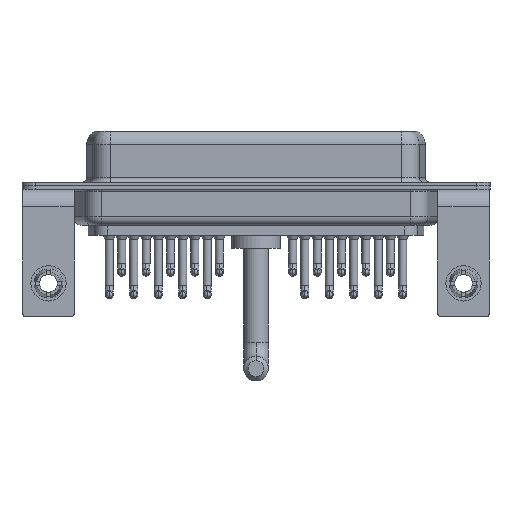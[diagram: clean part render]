
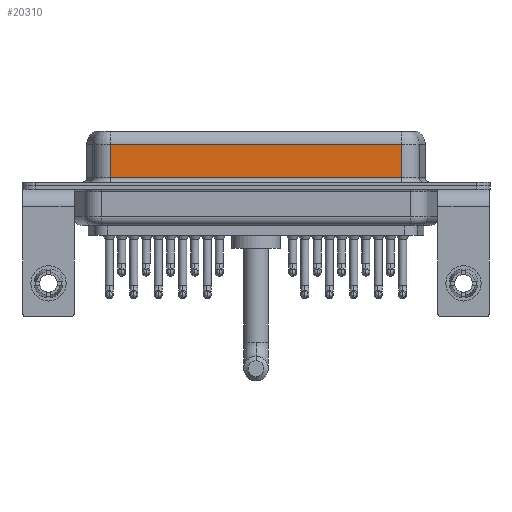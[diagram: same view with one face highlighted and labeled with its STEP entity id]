
A CAD part, front view. The second image highlights one B-rep face of the part: STEP entity #20310.
In plain terms, the highlighted planar face has unit normal (0, -1, 0).
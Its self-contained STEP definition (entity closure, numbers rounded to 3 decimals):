
#1443 = FACE_OUTER_BOUND ( 'NONE', #4242, .T. ) ;
#1450 = LINE ( 'NONE', #18794, #13752 ) ;
#1658 = DIRECTION ( 'NONE',  ( -1., 0., 0. ) ) ;
#2005 = CARTESIAN_POINT ( 'NONE',  ( 40.037, -3.95, 4.65 ) ) ;
#2869 = DIRECTION ( 'NONE',  ( 0., 1., 0. ) ) ;
#4026 = CARTESIAN_POINT ( 'NONE',  ( 7.013, -3.95, 0.9 ) ) ;
#4242 = EDGE_LOOP ( 'NONE', ( #10163, #10399, #5280, #10356 ) ) ;
#4912 = VERTEX_POINT ( 'NONE', #23430 ) ;
#5276 = LINE ( 'NONE', #13120, #12957 ) ;
#5280 = ORIENTED_EDGE ( 'NONE', *, *, #20548, .T. ) ;
#7265 = EDGE_CURVE ( 'NONE', #21404, #4912, #1450, .T. ) ;
#7488 = EDGE_CURVE ( 'NONE', #14178, #4912, #5276, .T. ) ;
#7613 = CARTESIAN_POINT ( 'NONE',  ( 7.013, -3.95, 4.65 ) ) ;
#10159 = CARTESIAN_POINT ( 'NONE',  ( 7.013, -3.95, 6.4 ) ) ;
#10163 = ORIENTED_EDGE ( 'NONE', *, *, #7488, .F. ) ;
#10356 = ORIENTED_EDGE ( 'NONE', *, *, #7265, .T. ) ;
#10399 = ORIENTED_EDGE ( 'NONE', *, *, #19547, .T. ) ;
#10595 = DIRECTION ( 'NONE',  ( 0., 0., 1. ) ) ;
#11265 = VERTEX_POINT ( 'NONE', #7613 ) ;
#12506 = PLANE ( 'NONE',  #13983 ) ;
#12957 = VECTOR ( 'NONE', #12998, 1000. ) ;
#12971 = CARTESIAN_POINT ( 'NONE',  ( 40.037, -3.95, 6.4 ) ) ;
#12998 = DIRECTION ( 'NONE',  ( 0., 0., -1. ) ) ;
#13120 = CARTESIAN_POINT ( 'NONE',  ( 40.037, -3.95, 6.4 ) ) ;
#13130 = VECTOR ( 'NONE', #1658, 1000. ) ;
#13558 = LINE ( 'NONE', #15107, #13130 ) ;
#13752 = VECTOR ( 'NONE', #20561, 1000. ) ;
#13983 = AXIS2_PLACEMENT_3D ( 'NONE', #12971, #2869, #10595 ) ;
#14178 = VERTEX_POINT ( 'NONE', #2005 ) ;
#15107 = CARTESIAN_POINT ( 'NONE',  ( 40.037, -3.95, 4.65 ) ) ;
#15879 = DIRECTION ( 'NONE',  ( 0., 0., -1. ) ) ;
#18794 = CARTESIAN_POINT ( 'NONE',  ( 40.037, -3.95, 0.9 ) ) ;
#19547 = EDGE_CURVE ( 'NONE', #14178, #11265, #13558, .T. ) ;
#19781 = LINE ( 'NONE', #10159, #22049 ) ;
#20310 = ADVANCED_FACE ( 'NONE', ( #1443 ), #12506, .F. ) ;
#20548 = EDGE_CURVE ( 'NONE', #11265, #21404, #19781, .T. ) ;
#20561 = DIRECTION ( 'NONE',  ( 1., 0., 0. ) ) ;
#21404 = VERTEX_POINT ( 'NONE', #4026 ) ;
#22049 = VECTOR ( 'NONE', #15879, 1000. ) ;
#23430 = CARTESIAN_POINT ( 'NONE',  ( 40.037, -3.95, 0.9 ) ) ;
